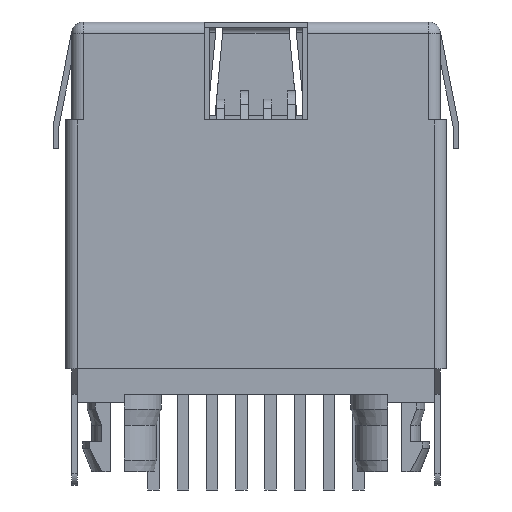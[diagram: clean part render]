
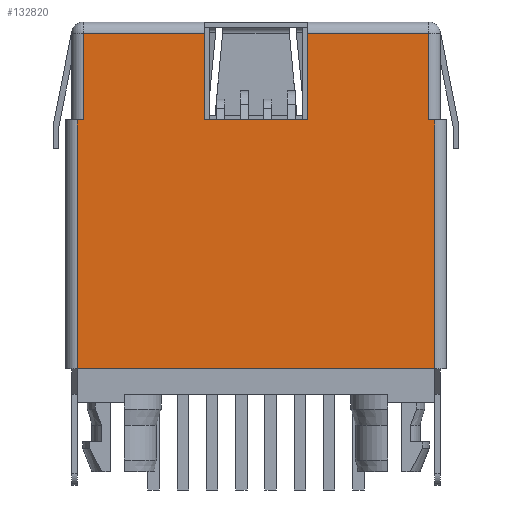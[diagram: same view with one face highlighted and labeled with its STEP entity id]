
A CAD part, front view. The second image highlights one B-rep face of the part: STEP entity #132820.
In plain terms, the highlighted planar face has unit normal (0, -1, 0).
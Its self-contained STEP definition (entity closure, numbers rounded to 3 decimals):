
#5440=CARTESIAN_POINT('',(-7.5,-8.,15.75));
#5450=VERTEX_POINT('',#5440);
#13130=CARTESIAN_POINT('',(7.75,-8.,12.));
#13140=VERTEX_POINT('',#13130);
#13170=CARTESIAN_POINT('',(-5.778,-8.,12.));
#13180=DIRECTION('',(1.,0.,0.));
#13190=VECTOR('',#13180,1.);
#13200=LINE('',#13170,#13190);
#13210=CARTESIAN_POINT('',(7.5,-8.,12.));
#13220=VERTEX_POINT('',#13210);
#13230=EDGE_CURVE('',#13220,#13140,#13200,.T.);
#38640=CARTESIAN_POINT('',(7.5,-8.,15.75));
#38650=VERTEX_POINT('',#38640);
#38680=CARTESIAN_POINT('',(-5.778,-8.,15.75));
#38690=DIRECTION('',(1.,0.,0.));
#38700=VECTOR('',#38690,1.);
#38710=LINE('',#38680,#38700);
#38720=CARTESIAN_POINT('',(2.25,-8.,15.75));
#38730=VERTEX_POINT('',#38720);
#38740=EDGE_CURVE('',#38730,#38650,#38710,.T.);
#38970=CARTESIAN_POINT('',(7.75,-8.,1.2));
#38980=VERTEX_POINT('',#38970);
#39010=CARTESIAN_POINT('',(7.75,-8.,16.25));
#39020=DIRECTION('',(0.,0.,1.));
#39030=VECTOR('',#39020,1.);
#39040=LINE('',#39010,#39030);
#39050=EDGE_CURVE('',#38980,#13140,#39040,.T.);
#39340=CARTESIAN_POINT('',(-2.25,-8.,15.75));
#39350=VERTEX_POINT('',#39340);
#39380=CARTESIAN_POINT('',(-5.778,-8.,15.75));
#39390=DIRECTION('',(1.,0.,0.));
#39400=VECTOR('',#39390,1.);
#39410=LINE('',#39380,#39400);
#39420=EDGE_CURVE('',#5450,#39350,#39410,.T.);
#39540=CARTESIAN_POINT('',(-7.5,-8.,16.25));
#39550=DIRECTION('',(0.,0.,-1.));
#39560=VECTOR('',#39550,1.);
#39570=LINE('',#39540,#39560);
#39580=CARTESIAN_POINT('',(-7.5,-8.,12.));
#39590=VERTEX_POINT('',#39580);
#39600=EDGE_CURVE('',#5450,#39590,#39570,.T.);
#79050=CARTESIAN_POINT('',(-2.25,-8.,12.));
#79060=VERTEX_POINT('',#79050);
#79090=CARTESIAN_POINT('',(-2.25,-8.,16.25));
#79100=DIRECTION('',(0.,0.,1.));
#79110=VECTOR('',#79100,1.);
#79120=LINE('',#79090,#79110);
#79130=EDGE_CURVE('',#79060,#39350,#79120,.T.);
#79630=CARTESIAN_POINT('',(2.25,-8.,16.25));
#79640=DIRECTION('',(0.,0.,-1.));
#79650=VECTOR('',#79640,1.);
#79660=LINE('',#79630,#79650);
#79670=CARTESIAN_POINT('',(2.25,-8.,12.));
#79680=VERTEX_POINT('',#79670);
#79690=EDGE_CURVE('',#38730,#79680,#79660,.T.);
#84050=CARTESIAN_POINT('',(-5.778,-8.,12.));
#84060=DIRECTION('',(1.,0.,0.));
#84070=VECTOR('',#84060,1.);
#84080=LINE('',#84050,#84070);
#84090=EDGE_CURVE('',#79060,#79680,#84080,.T.);
#86670=CARTESIAN_POINT('',(-5.778,-8.,12.));
#86680=DIRECTION('',(-1.,0.,0.));
#86690=VECTOR('',#86680,1.);
#86700=LINE('',#86670,#86690);
#86710=CARTESIAN_POINT('',(-7.75,-8.,12.));
#86720=VERTEX_POINT('',#86710);
#86730=EDGE_CURVE('',#39590,#86720,#86700,.T.);
#87350=CARTESIAN_POINT('',(-7.75,-8.,1.2));
#87360=VERTEX_POINT('',#87350);
#87390=CARTESIAN_POINT('',(-5.778,-8.,1.2));
#87400=DIRECTION('',(1.,0.,0.));
#87410=VECTOR('',#87400,1.);
#87420=LINE('',#87390,#87410);
#87430=EDGE_CURVE('',#87360,#38980,#87420,.T.);
#132530=CARTESIAN_POINT('',(-8.,-8.,16.25));
#132540=DIRECTION('',(-0.,-1.,-0.));
#132550=DIRECTION('',(-1.,0.,0.));
#132560=AXIS2_PLACEMENT_3D('',#132530,#132540,#132550);
#132570=PLANE('',#132560);
#132580=ORIENTED_EDGE('',*,*,#13230,.F.);
#132590=ORIENTED_EDGE('',*,*,#39050,.T.);
#132600=ORIENTED_EDGE('',*,*,#87430,.T.);
#132610=CARTESIAN_POINT('',(-7.75,-8.,16.25));
#132620=DIRECTION('',(0.,0.,1.));
#132630=VECTOR('',#132620,1.);
#132640=LINE('',#132610,#132630);
#132650=EDGE_CURVE('',#87360,#86720,#132640,.T.);
#132660=ORIENTED_EDGE('',*,*,#132650,.F.);
#132670=ORIENTED_EDGE('',*,*,#86730,.T.);
#132680=ORIENTED_EDGE('',*,*,#39600,.T.);
#132690=ORIENTED_EDGE('',*,*,#39420,.F.);
#132700=ORIENTED_EDGE('',*,*,#79130,.T.);
#132710=ORIENTED_EDGE('',*,*,#84090,.F.);
#132720=ORIENTED_EDGE('',*,*,#79690,.T.);
#132730=ORIENTED_EDGE('',*,*,#38740,.F.);
#132740=CARTESIAN_POINT('',(7.5,-8.,16.25));
#132750=DIRECTION('',(0.,0.,1.));
#132760=VECTOR('',#132750,1.);
#132770=LINE('',#132740,#132760);
#132780=EDGE_CURVE('',#13220,#38650,#132770,.T.);
#132790=ORIENTED_EDGE('',*,*,#132780,.T.);
#132800=EDGE_LOOP('',(#132790,#132730,#132720,#132710,#132700,#132690,
#132680,#132670,#132660,#132600,#132590,#132580));
#132810=FACE_OUTER_BOUND('',#132800,.T.);
#132820=ADVANCED_FACE('',(#132810),#132570,.T.);
